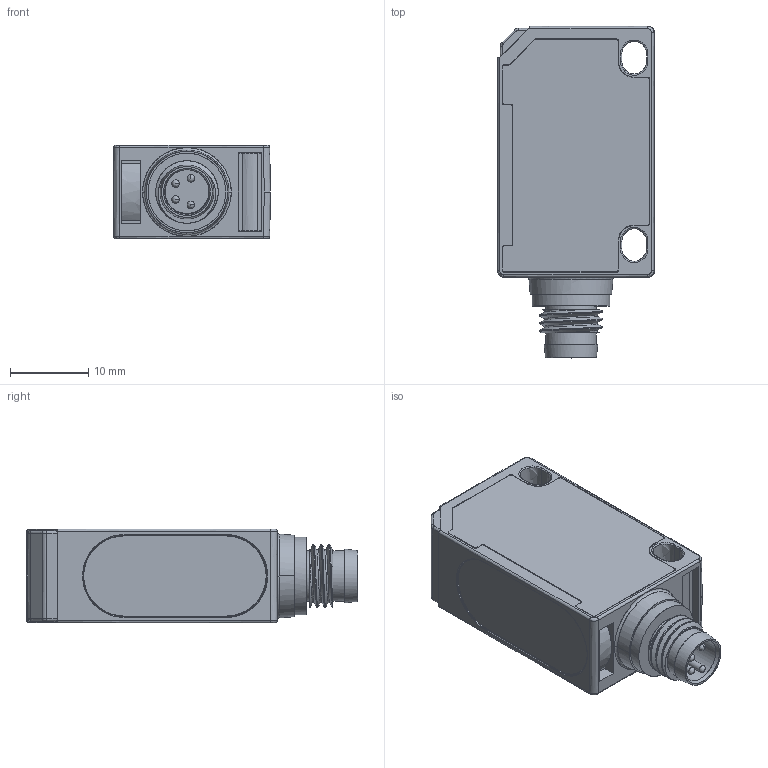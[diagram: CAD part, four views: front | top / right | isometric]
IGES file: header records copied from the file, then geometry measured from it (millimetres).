
Global section: file name: DSD-0381.igs; preprocessor: I-DEAS 3D IGES Translator 13; date: 20101214.132935; units: millimetre
Bounding box: 20.1 x 42.5 x 12 mm (x, y, z)
Volume: 0 mm3; surface area: 3701.6 mm2
Topology: 1 solids, 1 shells, 322 faces, 1853 edges, 1822 vertices
Faces by surface type: bspline 322
